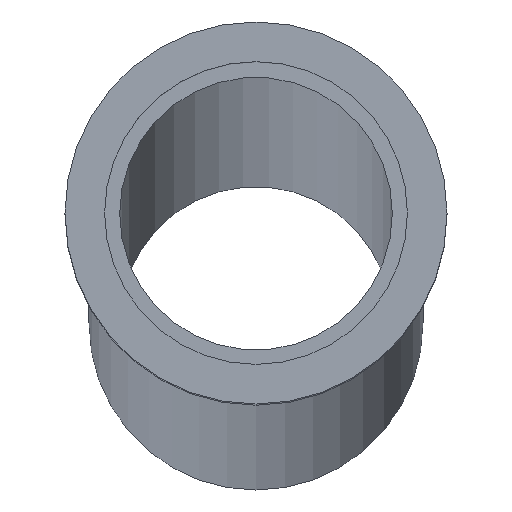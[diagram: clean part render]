
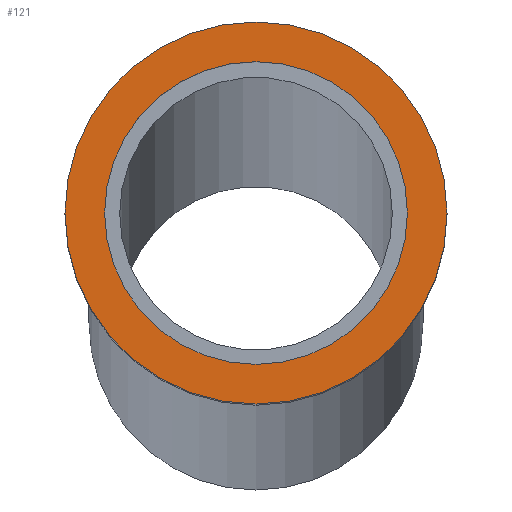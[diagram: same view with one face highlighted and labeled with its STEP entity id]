
A CAD part, top view. The second image highlights one B-rep face of the part: STEP entity #121.
In plain terms, the highlighted face is planar.
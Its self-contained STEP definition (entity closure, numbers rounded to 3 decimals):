
#33 = CIRCLE ( 'NONE', #146, 7.25 ) ;
#36 = DIRECTION ( 'NONE',  ( 0., 0., 1. ) ) ;
#37 = DIRECTION ( 'NONE',  ( 0., 0., 1. ) ) ;
#40 = DIRECTION ( 'NONE',  ( 0., 0., 1. ) ) ;
#52 = EDGE_LOOP ( 'NONE', ( #286, #291 ) ) ;
#56 = VERTEX_POINT ( 'NONE', #237 ) ;
#62 = CARTESIAN_POINT ( 'NONE',  ( 16., 0., 0. ) ) ;
#64 = CARTESIAN_POINT ( 'NONE',  ( 16., 0., 7.25 ) ) ;
#67 = CARTESIAN_POINT ( 'NONE',  ( 16., 0., -7.25 ) ) ;
#90 = VERTEX_POINT ( 'NONE', #67 ) ;
#91 = CARTESIAN_POINT ( 'NONE',  ( 16., 0., 0. ) ) ;
#105 = AXIS2_PLACEMENT_3D ( 'NONE', #337, #231, #36 ) ;
#115 = EDGE_LOOP ( 'NONE', ( #197, #330 ) ) ;
#121 = ADVANCED_FACE ( 'NONE', ( #408, #194 ), #272, .F. ) ;
#131 = CIRCLE ( 'NONE', #402, 7.25 ) ;
#145 = CIRCLE ( 'NONE', #328, 9.15 ) ;
#146 = AXIS2_PLACEMENT_3D ( 'NONE', #91, #329, #362 ) ;
#150 = EDGE_CURVE ( 'NONE', #56, #218, #145, .T. ) ;
#158 = DIRECTION ( 'NONE',  ( -1., 0., 0. ) ) ;
#162 = CARTESIAN_POINT ( 'NONE',  ( 16., 0., 0. ) ) ;
#193 = CARTESIAN_POINT ( 'NONE',  ( 16., 0., 0. ) ) ;
#194 = FACE_BOUND ( 'NONE', #52, .T. ) ;
#197 = ORIENTED_EDGE ( 'NONE', *, *, #280, .F. ) ;
#218 = VERTEX_POINT ( 'NONE', #344 ) ;
#231 = DIRECTION ( 'NONE',  ( -1., 0., 0. ) ) ;
#237 = CARTESIAN_POINT ( 'NONE',  ( 16., 0., -9.15 ) ) ;
#257 = EDGE_CURVE ( 'NONE', #90, #261, #33, .T. ) ;
#261 = VERTEX_POINT ( 'NONE', #64 ) ;
#267 = EDGE_CURVE ( 'NONE', #261, #90, #131, .T. ) ;
#270 = DIRECTION ( 'NONE',  ( -1., 0., 0. ) ) ;
#272 = PLANE ( 'NONE',  #105 ) ;
#280 = EDGE_CURVE ( 'NONE', #218, #56, #381, .T. ) ;
#286 = ORIENTED_EDGE ( 'NONE', *, *, #267, .T. ) ;
#291 = ORIENTED_EDGE ( 'NONE', *, *, #257, .T. ) ;
#304 = DIRECTION ( 'NONE',  ( -1., 0., 0. ) ) ;
#328 = AXIS2_PLACEMENT_3D ( 'NONE', #162, #304, #40 ) ;
#329 = DIRECTION ( 'NONE',  ( -1., 0., 0. ) ) ;
#330 = ORIENTED_EDGE ( 'NONE', *, *, #150, .F. ) ;
#334 = DIRECTION ( 'NONE',  ( 0., 0., 1. ) ) ;
#337 = CARTESIAN_POINT ( 'NONE',  ( 16., 9.15, 0. ) ) ;
#344 = CARTESIAN_POINT ( 'NONE',  ( 16., 0., 9.15 ) ) ;
#346 = AXIS2_PLACEMENT_3D ( 'NONE', #193, #158, #334 ) ;
#362 = DIRECTION ( 'NONE',  ( 0., 0., 1. ) ) ;
#381 = CIRCLE ( 'NONE', #346, 9.15 ) ;
#402 = AXIS2_PLACEMENT_3D ( 'NONE', #62, #270, #37 ) ;
#408 = FACE_OUTER_BOUND ( 'NONE', #115, .T. ) ;
